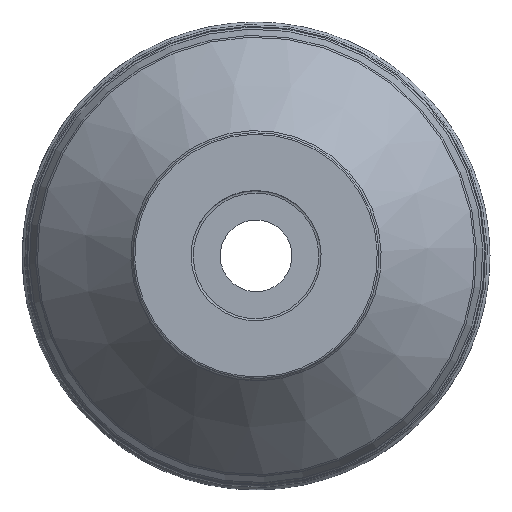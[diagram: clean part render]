
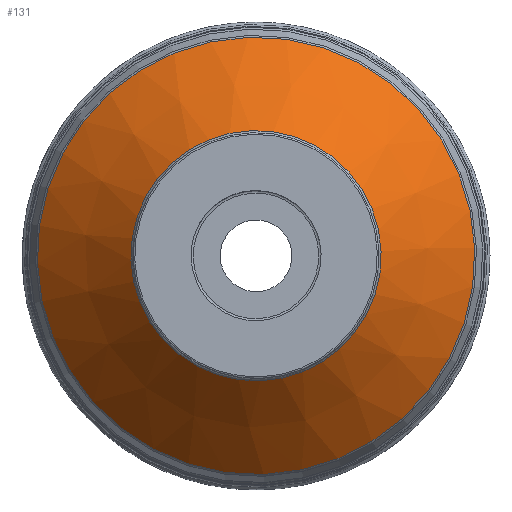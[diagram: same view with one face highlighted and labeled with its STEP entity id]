
A CAD part, top view. The second image highlights one B-rep face of the part: STEP entity #131.
In plain terms, the highlighted conical face has half-angle 43.187 degrees and reference radius 53.662 mm.
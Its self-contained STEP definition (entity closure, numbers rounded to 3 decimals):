
#110=CONICAL_SURFACE('',#588,53.662,43.187);
#131=ADVANCED_FACE('CN_SU3',(#190,#191),#110,.T.);
#190=FACE_BOUND('',#251,.T.);
#191=FACE_BOUND('',#252,.T.);
#251=EDGE_LOOP('',(#311));
#252=EDGE_LOOP('',(#312));
#311=ORIENTED_EDGE('',*,*,#389,.T.);
#312=ORIENTED_EDGE('',*,*,#390,.T.);
#358=VERTEX_POINT('',#840);
#359=VERTEX_POINT('',#842);
#389=EDGE_CURVE('',#358,#358,#419,.T.);
#390=EDGE_CURVE('',#359,#359,#420,.T.);
#419=CIRCLE('',#586,53.388);
#420=CIRCLE('',#587,30.542);
#586=AXIS2_PLACEMENT_3D('',#839,#704,#705);
#587=AXIS2_PLACEMENT_3D('',#841,#706,#707);
#588=AXIS2_PLACEMENT_3D('',#843,#708,#709);
#704=DIRECTION('',(0.,0.,1.));
#705=DIRECTION('',(0.978,0.208,0.));
#706=DIRECTION('',(0.,0.,-1.));
#707=DIRECTION('',(-0.978,-0.208,0.));
#708=DIRECTION('',(0.,0.,-1.));
#709=DIRECTION('',(-0.978,-0.208,0.));
#839=CARTESIAN_POINT('',(0.,0.,-39.708));
#840=CARTESIAN_POINT('',(52.221,11.1,-39.708));
#841=CARTESIAN_POINT('',(0.,0.,-15.369));
#842=CARTESIAN_POINT('',(-29.874,-6.35,-15.369));
#843=CARTESIAN_POINT('',(0.,0.,-40.));
